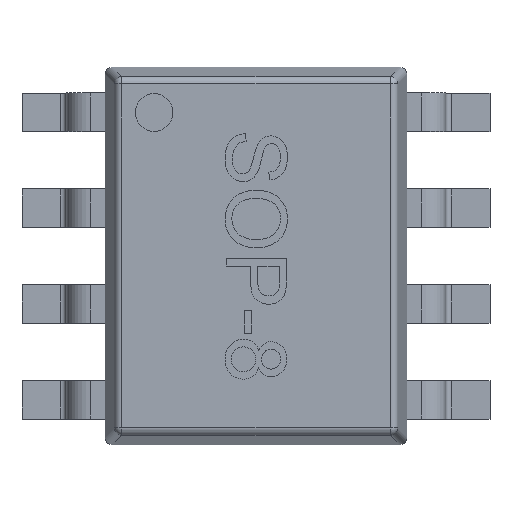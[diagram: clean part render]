
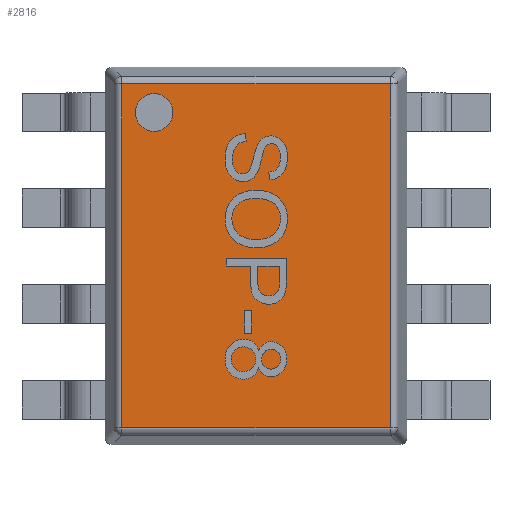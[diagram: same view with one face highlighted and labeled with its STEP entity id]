
A CAD part, top view. The second image highlights one B-rep face of the part: STEP entity #2816.
In plain terms, the highlighted planar face has unit normal (0, 0, 1).
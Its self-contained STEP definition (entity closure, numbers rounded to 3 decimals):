
#2757=CARTESIAN_POINT('',(-1.862,2.362,1.805));
#2758=DIRECTION('',(0.,0.,1.));
#2759=DIRECTION('',(0.619,-0.785,0.));
#2760=AXIS2_PLACEMENT_3D('',#2757,#2758,#2759);
#2761=PLANE('',#2760);
#2762=CARTESIAN_POINT('',(-1.6,1.9,1.805));
#2763=VERTEX_POINT('',#2762);
#2764=CARTESIAN_POINT('',(-1.1,1.9,1.805));
#2765=VERTEX_POINT('',#2764);
#2766=CARTESIAN_POINT('',(-1.35,1.9,1.805));
#2767=DIRECTION('',(0.,0.,1.));
#2768=DIRECTION('',(1.,0.,-0.));
#2769=AXIS2_PLACEMENT_3D('',#2766,#2767,#2768);
#2770=CIRCLE('',#2769,0.25);
#2771=EDGE_CURVE('',#2763,#2765,#2770,.T.);
#2772=ORIENTED_EDGE('',*,*,#2771,.F.);
#2773=CARTESIAN_POINT('',(-1.35,1.9,1.805));
#2774=DIRECTION('',(0.,0.,1.));
#2775=DIRECTION('',(1.,0.,-0.));
#2776=AXIS2_PLACEMENT_3D('',#2773,#2774,#2775);
#2777=CIRCLE('',#2776,0.25);
#2778=EDGE_CURVE('',#2765,#2763,#2777,.T.);
#2779=ORIENTED_EDGE('',*,*,#2778,.F.);
#2780=EDGE_LOOP('',(#2772,#2779));
#2781=FACE_BOUND('',#2780,.T.);
#2782=CARTESIAN_POINT('',(-1.779,-2.279,1.805));
#2783=VERTEX_POINT('',#2782);
#2784=CARTESIAN_POINT('',(1.779,-2.279,1.805));
#2785=VERTEX_POINT('',#2784);
#2786=CARTESIAN_POINT('',(-1.779,-2.279,1.805));
#2787=DIRECTION('',(1.,-0.,-0.));
#2788=VECTOR('',#2787,3.557);
#2789=LINE('',#2786,#2788);
#2790=EDGE_CURVE('',#2783,#2785,#2789,.T.);
#2791=ORIENTED_EDGE('',*,*,#2790,.T.);
#2792=CARTESIAN_POINT('',(1.779,2.279,1.805));
#2793=VERTEX_POINT('',#2792);
#2794=CARTESIAN_POINT('',(1.779,-2.279,1.805));
#2795=DIRECTION('',(-0.,1.,-0.));
#2796=VECTOR('',#2795,4.557);
#2797=LINE('',#2794,#2796);
#2798=EDGE_CURVE('',#2785,#2793,#2797,.T.);
#2799=ORIENTED_EDGE('',*,*,#2798,.T.);
#2800=CARTESIAN_POINT('',(-1.779,2.279,1.805));
#2801=VERTEX_POINT('',#2800);
#2802=CARTESIAN_POINT('',(1.779,2.279,1.805));
#2803=DIRECTION('',(-1.,0.,-0.));
#2804=VECTOR('',#2803,3.557);
#2805=LINE('',#2802,#2804);
#2806=EDGE_CURVE('',#2793,#2801,#2805,.T.);
#2807=ORIENTED_EDGE('',*,*,#2806,.T.);
#2808=CARTESIAN_POINT('',(-1.779,2.279,1.805));
#2809=DIRECTION('',(0.,-1.,-0.));
#2810=VECTOR('',#2809,4.557);
#2811=LINE('',#2808,#2810);
#2812=EDGE_CURVE('',#2801,#2783,#2811,.T.);
#2813=ORIENTED_EDGE('',*,*,#2812,.T.);
#2814=EDGE_LOOP('',(#2791,#2799,#2807,#2813));
#2815=FACE_BOUND('',#2814,.T.);
#2816=ADVANCED_FACE('',(#2781,#2815),#2761,.T.);
